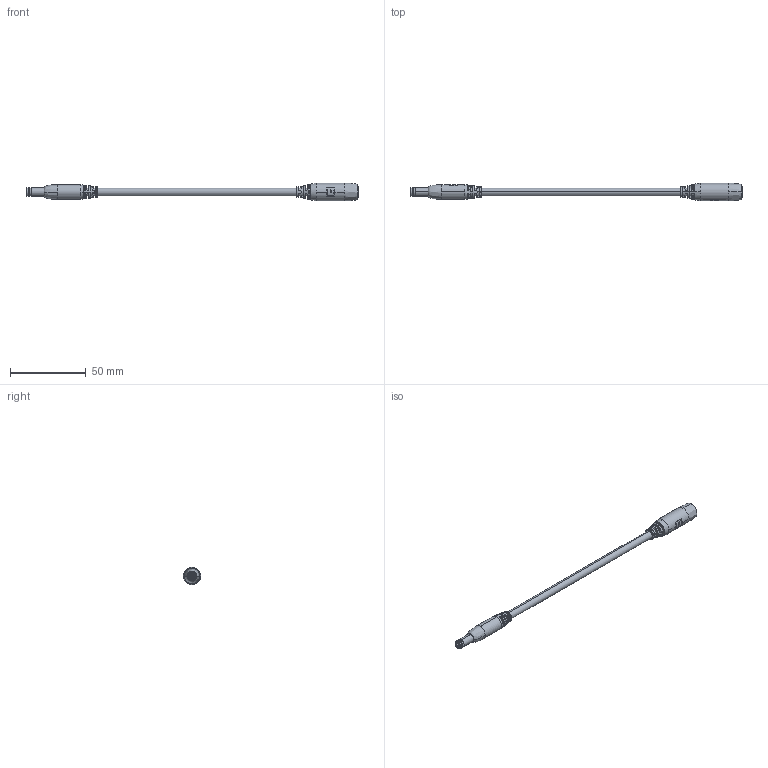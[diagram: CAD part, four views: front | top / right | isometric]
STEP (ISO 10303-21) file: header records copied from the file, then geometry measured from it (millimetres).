
FILE_DESCRIPTION (( 'STEP AP203' ), '1' );
FILE_NAME ('10-02234_revA.STEP', '2016-10-27T21:49:39', ( '' ), ( '' ), 'SwSTEP 2.0', 'SolidWorks 2015', '' );
FILE_SCHEMA (( 'CONFIG_CONTROL_DESIGN' ));
Length unit declared in the file: millimetre
Products named in the file (13): 24-00182; 50-00026 shell; 24-00183; 10-02234_revA; 30-00683_blunt cut; 50-00027 shell; 50-00027 pin; 50-00027 insulator; 50-00026 contact; 50-00026; 50-00027; 50-00027 contact; 50-00026 insulator
Assembly tree (12 placements, depth 3):
  10-02234_revA
    30-00683_blunt cut
    24-00182
    24-00183
    50-00026
      50-00026 shell
      50-00026 contact
      50-00026 insulator
    50-00027
      50-00027 shell
      50-00027 insulator
      50-00027 pin
      50-00027 contact
Bounding box: 218.74 x 11.4 x 11.4 mm (x, y, z)
Volume: 8787.3 mm3; surface area: 24118.6 mm2
Topology: 94 solids, 94 shells, 1101 faces, 2567 edges, 1663 vertices
Faces by surface type: cylinder 480, plane 324, bspline 195, torus 61, cone 41
Entity records: 39300 total; most frequent: CARTESIAN_POINT 13240, ORIENTED_EDGE 5130, DIRECTION 4994, EDGE_CURVE 2565, AXIS2_PLACEMENT_3D 2137, VERTEX_POINT 1663, EDGE_LOOP 1308, CIRCLE 1214
